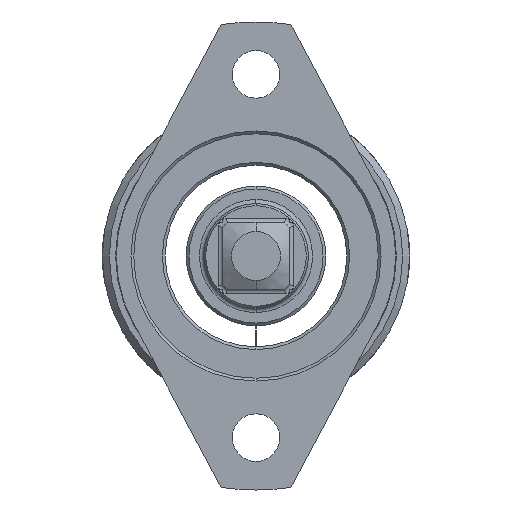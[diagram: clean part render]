
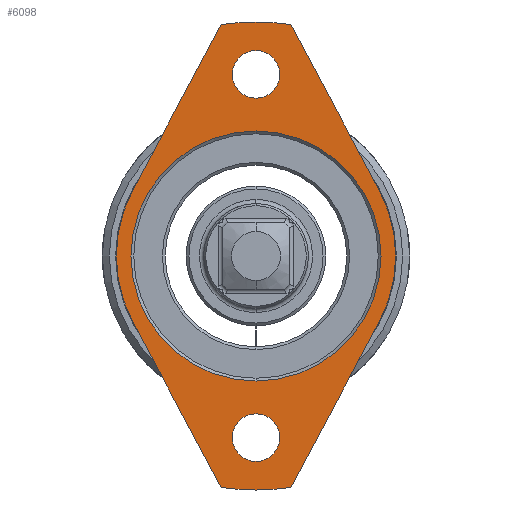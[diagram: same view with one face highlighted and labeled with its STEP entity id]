
A CAD part, left-side view. The second image highlights one B-rep face of the part: STEP entity #6098.
In plain terms, the highlighted planar face has unit normal (-1, 0, 0).
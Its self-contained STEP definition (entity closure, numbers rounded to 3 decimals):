
#315=CARTESIAN_POINT('',(-30.5,0.,0.));
#316=DIRECTION('',(1.,0.,0.));
#317=DIRECTION('',(0.,-0.882,0.471));
#318=AXIS2_PLACEMENT_3D('',#315,#316,#317);
#320=CARTESIAN_POINT('',(-30.5,0.,0.));
#321=DIRECTION('',(1.,0.,0.));
#322=DIRECTION('',(0.,-1.,0.));
#323=AXIS2_PLACEMENT_3D('',#320,#321,#322);
#325=DIRECTION('',(0.,0.471,-0.882));
#326=VECTOR('',#325,26.875);
#327=CARTESIAN_POINT('',(-30.5,-17.647,-9.412));
#328=LINE('',#327,#326);
#329=CARTESIAN_POINT('',(-30.5,0.,0.));
#330=DIRECTION('',(1.,0.,0.));
#331=DIRECTION('',(0.,-0.149,-0.989));
#332=AXIS2_PLACEMENT_3D('',#329,#330,#331);
#334=CARTESIAN_POINT('',(-30.5,0.,0.));
#335=DIRECTION('',(1.,0.,0.));
#336=DIRECTION('',(0.,0.,-1.));
#337=AXIS2_PLACEMENT_3D('',#334,#335,#336);
#339=DIRECTION('',(0.,0.471,0.882));
#340=VECTOR('',#339,26.875);
#341=CARTESIAN_POINT('',(-30.5,5.,-33.125));
#342=LINE('',#341,#340);
#343=CARTESIAN_POINT('',(-30.5,0.,0.));
#344=DIRECTION('',(1.,0.,0.));
#345=DIRECTION('',(0.,0.882,-0.471));
#346=AXIS2_PLACEMENT_3D('',#343,#344,#345);
#348=CARTESIAN_POINT('',(-30.5,0.,0.));
#349=DIRECTION('',(1.,0.,0.));
#350=DIRECTION('',(0.,1.,0.));
#351=AXIS2_PLACEMENT_3D('',#348,#349,#350);
#353=DIRECTION('',(0.,-0.471,0.882));
#354=VECTOR('',#353,26.875);
#355=CARTESIAN_POINT('',(-30.5,17.647,9.412));
#356=LINE('',#355,#354);
#357=CARTESIAN_POINT('',(-30.5,0.,0.));
#358=DIRECTION('',(1.,0.,0.));
#359=DIRECTION('',(0.,0.149,0.989));
#360=AXIS2_PLACEMENT_3D('',#357,#358,#359);
#362=CARTESIAN_POINT('',(-30.5,0.,0.));
#363=DIRECTION('',(1.,0.,0.));
#364=DIRECTION('',(0.,0.,1.));
#365=AXIS2_PLACEMENT_3D('',#362,#363,#364);
#367=DIRECTION('',(0.,-0.471,-0.882));
#368=VECTOR('',#367,26.875);
#369=CARTESIAN_POINT('',(-30.5,-5.,33.125));
#370=LINE('',#369,#368);
#371=CARTESIAN_POINT('',(-30.5,0.,0.));
#372=DIRECTION('',(-1.,0.,0.));
#373=DIRECTION('',(0.,0.,-1.));
#374=AXIS2_PLACEMENT_3D('',#371,#372,#373);
#376=CARTESIAN_POINT('',(-30.5,0.,0.));
#377=DIRECTION('',(-1.,0.,0.));
#378=DIRECTION('',(0.,0.,1.));
#379=AXIS2_PLACEMENT_3D('',#376,#377,#378);
#381=CARTESIAN_POINT('',(-30.5,0.,-26.));
#382=DIRECTION('',(-1.,0.,0.));
#383=DIRECTION('',(0.,0.,1.));
#384=AXIS2_PLACEMENT_3D('',#381,#382,#383);
#386=CARTESIAN_POINT('',(-30.5,0.,-26.));
#387=DIRECTION('',(-1.,0.,0.));
#388=DIRECTION('',(0.,0.,-1.));
#389=AXIS2_PLACEMENT_3D('',#386,#387,#388);
#391=CARTESIAN_POINT('',(-30.5,0.,26.));
#392=DIRECTION('',(-1.,0.,0.));
#393=DIRECTION('',(0.,0.,1.));
#394=AXIS2_PLACEMENT_3D('',#391,#392,#393);
#396=CARTESIAN_POINT('',(-30.5,0.,26.));
#397=DIRECTION('',(-1.,0.,0.));
#398=DIRECTION('',(0.,0.,-1.));
#399=AXIS2_PLACEMENT_3D('',#396,#397,#398);
#5186=CARTESIAN_POINT('',(-30.5,0.,17.9));
#5187=VERTEX_POINT('',#5186);
#5188=CARTESIAN_POINT('',(-30.5,0.,-17.9));
#5189=VERTEX_POINT('',#5188);
#5190=CARTESIAN_POINT('',(-30.5,-17.647,9.412));
#5191=CARTESIAN_POINT('',(-30.5,-20.,0.));
#5192=VERTEX_POINT('',#5190);
#5193=VERTEX_POINT('',#5191);
#5194=CARTESIAN_POINT('',(-30.5,-17.647,-9.412));
#5195=VERTEX_POINT('',#5194);
#5196=CARTESIAN_POINT('',(-30.5,-5.,-33.125));
#5197=VERTEX_POINT('',#5196);
#5198=CARTESIAN_POINT('',(-30.5,0.,-33.5));
#5199=CARTESIAN_POINT('',(-30.5,5.,-33.125));
#5200=VERTEX_POINT('',#5198);
#5201=VERTEX_POINT('',#5199);
#5202=CARTESIAN_POINT('',(-30.5,17.647,-9.412));
#5203=VERTEX_POINT('',#5202);
#5204=CARTESIAN_POINT('',(-30.5,20.,0.));
#5205=VERTEX_POINT('',#5204);
#5206=CARTESIAN_POINT('',(-30.5,17.647,9.412));
#5207=VERTEX_POINT('',#5206);
#5208=CARTESIAN_POINT('',(-30.5,5.,33.125));
#5209=VERTEX_POINT('',#5208);
#5210=CARTESIAN_POINT('',(-30.5,0.,33.5));
#5211=CARTESIAN_POINT('',(-30.5,-5.,33.125));
#5212=VERTEX_POINT('',#5210);
#5213=VERTEX_POINT('',#5211);
#5214=CARTESIAN_POINT('',(-30.5,0.,-22.6));
#5215=CARTESIAN_POINT('',(-30.5,0.,-29.4));
#5216=VERTEX_POINT('',#5214);
#5217=VERTEX_POINT('',#5215);
#5218=CARTESIAN_POINT('',(-30.5,0.,29.4));
#5219=CARTESIAN_POINT('',(-30.5,0.,22.6));
#5220=VERTEX_POINT('',#5218);
#5221=VERTEX_POINT('',#5219);
#6061=CARTESIAN_POINT('',(-30.5,0.,0.));
#6062=DIRECTION('',(1.,0.,0.));
#6063=DIRECTION('',(0.,0.,-1.));
#6064=AXIS2_PLACEMENT_3D('',#6061,#6062,#6063);
#6065=PLANE('',#6064);
#6066=ORIENTED_EDGE('',*,*,#5912,.T.);
#6067=ORIENTED_EDGE('',*,*,#5910,.T.);
#6068=ORIENTED_EDGE('',*,*,#5934,.T.);
#6069=ORIENTED_EDGE('',*,*,#5958,.T.);
#6070=ORIENTED_EDGE('',*,*,#5956,.T.);
#6071=ORIENTED_EDGE('',*,*,#5979,.T.);
#6072=ORIENTED_EDGE('',*,*,#6003,.T.);
#6073=ORIENTED_EDGE('',*,*,#6001,.T.);
#6074=ORIENTED_EDGE('',*,*,#6024,.T.);
#6075=ORIENTED_EDGE('',*,*,#6044,.T.);
#6076=ORIENTED_EDGE('',*,*,#6042,.T.);
#6078=ORIENTED_EDGE('',*,*,#6077,.T.);
#6079=EDGE_LOOP('',(#6066,#6067,#6068,#6069,#6070,#6071,#6072,#6073,#6074,#6075,
#6076,#6078));
#6080=FACE_OUTER_BOUND('',#6079,.F.);
#6082=ORIENTED_EDGE('',*,*,#6081,.T.);
#6084=ORIENTED_EDGE('',*,*,#6083,.T.);
#6085=EDGE_LOOP('',(#6082,#6084));
#6086=FACE_BOUND('',#6085,.F.);
#6088=ORIENTED_EDGE('',*,*,#6087,.T.);
#6090=ORIENTED_EDGE('',*,*,#6089,.T.);
#6091=EDGE_LOOP('',(#6088,#6090));
#6092=FACE_BOUND('',#6091,.F.);
#6094=ORIENTED_EDGE('',*,*,#6093,.T.);
#6095=ORIENTED_EDGE('',*,*,#5827,.T.);
#6096=EDGE_LOOP('',(#6094,#6095));
#6097=FACE_BOUND('',#6096,.F.);
#6098=ADVANCED_FACE('',(#6080,#6086,#6092,#6097),#6065,.F.);
#319=CIRCLE('',#318,20.);
#324=CIRCLE('',#323,20.);
#333=CIRCLE('',#332,33.5);
#338=CIRCLE('',#337,33.5);
#347=CIRCLE('',#346,20.);
#352=CIRCLE('',#351,20.);
#361=CIRCLE('',#360,33.5);
#366=CIRCLE('',#365,33.5);
#375=CIRCLE('',#374,17.9);
#380=CIRCLE('',#379,17.9);
#385=CIRCLE('',#384,3.4);
#390=CIRCLE('',#389,3.4);
#395=CIRCLE('',#394,3.4);
#400=CIRCLE('',#399,3.4);
#5827=EDGE_CURVE('',#5221,#5220,#400,.T.);
#5910=EDGE_CURVE('',#5193,#5195,#324,.T.);
#5912=EDGE_CURVE('',#5192,#5193,#319,.T.);
#5934=EDGE_CURVE('',#5195,#5197,#328,.T.);
#5956=EDGE_CURVE('',#5200,#5201,#338,.T.);
#5958=EDGE_CURVE('',#5197,#5200,#333,.T.);
#5979=EDGE_CURVE('',#5201,#5203,#342,.T.);
#6001=EDGE_CURVE('',#5205,#5207,#352,.T.);
#6003=EDGE_CURVE('',#5203,#5205,#347,.T.);
#6024=EDGE_CURVE('',#5207,#5209,#356,.T.);
#6042=EDGE_CURVE('',#5212,#5213,#366,.T.);
#6044=EDGE_CURVE('',#5209,#5212,#361,.T.);
#6077=EDGE_CURVE('',#5213,#5192,#370,.T.);
#6081=EDGE_CURVE('',#5189,#5187,#375,.T.);
#6083=EDGE_CURVE('',#5187,#5189,#380,.T.);
#6087=EDGE_CURVE('',#5216,#5217,#385,.T.);
#6089=EDGE_CURVE('',#5217,#5216,#390,.T.);
#6093=EDGE_CURVE('',#5220,#5221,#395,.T.);
